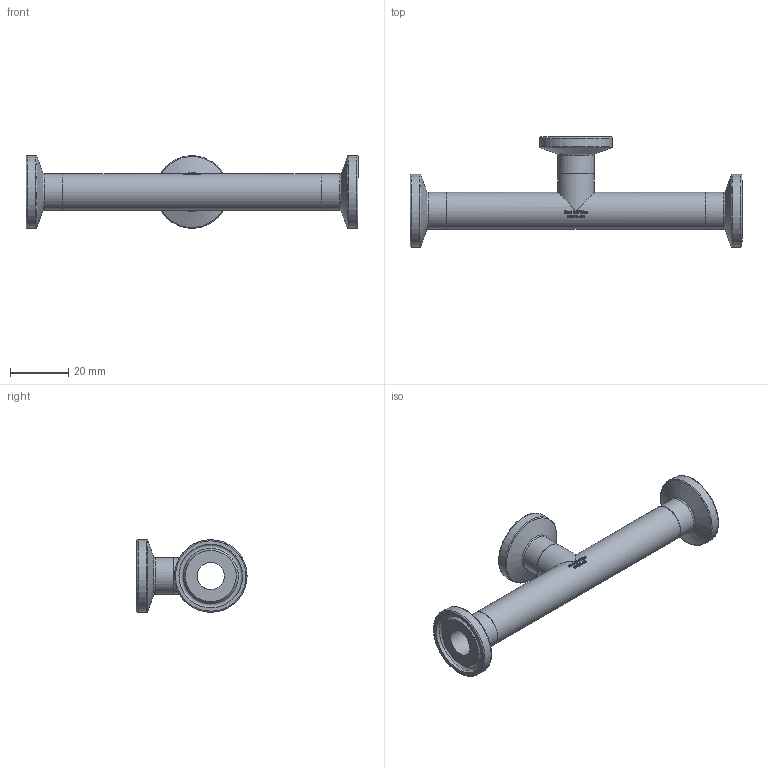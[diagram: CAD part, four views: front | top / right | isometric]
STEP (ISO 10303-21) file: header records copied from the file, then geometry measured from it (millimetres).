
FILE_DESCRIPTION(/* description */ (''),/* implementation_level */ '2;1');
FILE_NAME(/* name */ 'S7MPS-.50.stp',/* time_stamp */ '2018-11-28T13:15:32-05:00',/* author */ ('ken'),/* organization */ (''),/* preprocessor_version */ 'ST-DEVELOPER v15.2',/* originating_system */ 'Autodesk Inventor 2014',/* authorisation */ '');
FILE_SCHEMA (('AUTOMOTIVE_DESIGN { 1 0 10303 214 3 1 1 }'));
Length unit declared in the file: inch
Products named in the file (1): S7MPS-.50
Bounding box: 114.3 x 37.9 x 24.99 mm (x, y, z)
Volume: 11514.3 mm3; surface area: 12173.1 mm2
Topology: 1 solids, 1 shells, 400 faces, 1047 edges, 690 vertices
Faces by surface type: bspline 184, plane 143, cylinder 49, torus 18, cone 6
Full cylindrical faces by diameter (mm): 9.398 x5, 12.7 x5, 21.895 x3, 24.994 x3
Entity records: 15465 total; most frequent: CARTESIAN_POINT 6798, ORIENTED_EDGE 2000, DIRECTION 1257, EDGE_CURVE 1000, VERTEX_POINT 685, EDGE_LOOP 487, LINE 441, VECTOR 441
